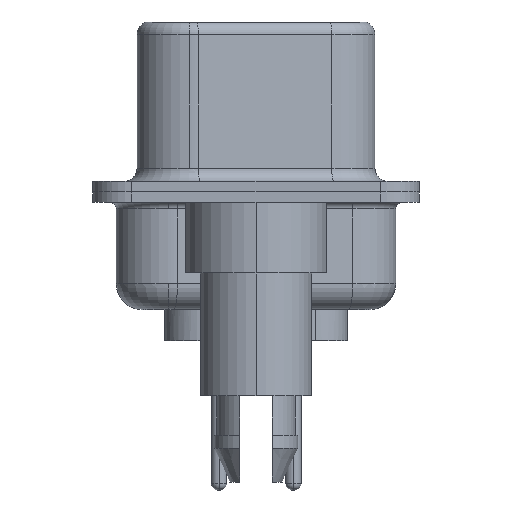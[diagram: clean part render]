
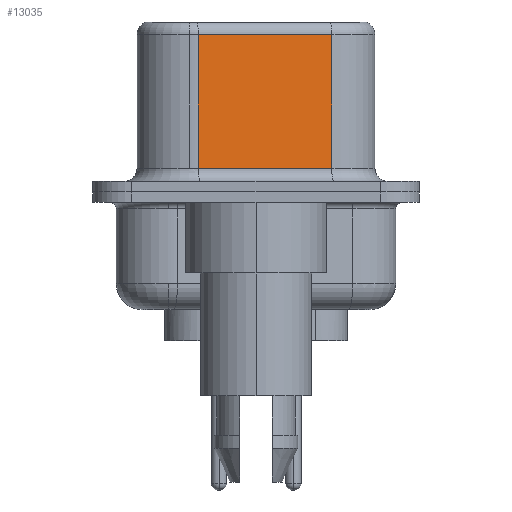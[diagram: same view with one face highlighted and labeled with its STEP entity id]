
A CAD part, left-side view. The second image highlights one B-rep face of the part: STEP entity #13035.
In plain terms, the highlighted planar face has unit normal (-0.985, -0.174, 0).
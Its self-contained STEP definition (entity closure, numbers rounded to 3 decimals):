
#178 = CARTESIAN_POINT ( 'NONE',  ( 4.58, -2.897, 6.52 ) ) ;
#237 = CARTESIAN_POINT ( 'NONE',  ( 3.68, 2.203, 6.02 ) ) ;
#253 = DIRECTION ( 'NONE',  ( -0.174, 0.985, 0. ) ) ;
#572 = VECTOR ( 'NONE', #4252, 1000. ) ;
#962 = CARTESIAN_POINT ( 'NONE',  ( 4.58, -2.897, 6.02 ) ) ;
#1475 = DIRECTION ( 'NONE',  ( 0.985, 0.174, 0. ) ) ;
#1832 = VERTEX_POINT ( 'NONE', #1943 ) ;
#1943 = CARTESIAN_POINT ( 'NONE',  ( 3.68, 2.203, 0.9 ) ) ;
#2416 = ORIENTED_EDGE ( 'NONE', *, *, #7857, .T. ) ;
#3158 = DIRECTION ( 'NONE',  ( 0., 0., -1. ) ) ;
#3390 = LINE ( 'NONE', #962, #8468 ) ;
#3445 = VERTEX_POINT ( 'NONE', #237 ) ;
#3530 = EDGE_CURVE ( 'NONE', #1832, #10395, #4961, .T. ) ;
#3936 = EDGE_CURVE ( 'NONE', #7154, #10395, #5665, .T. ) ;
#4252 = DIRECTION ( 'NONE',  ( 0.174, -0.985, 0. ) ) ;
#4357 = VECTOR ( 'NONE', #14775, 1000. ) ;
#4517 = CARTESIAN_POINT ( 'NONE',  ( 4.58, -2.897, 6.52 ) ) ;
#4961 = LINE ( 'NONE', #14355, #572 ) ;
#5236 = EDGE_CURVE ( 'NONE', #3445, #1832, #12325, .T. ) ;
#5665 = LINE ( 'NONE', #4517, #9345 ) ;
#7154 = VERTEX_POINT ( 'NONE', #8765 ) ;
#7181 = PLANE ( 'NONE',  #10060 ) ;
#7192 = CARTESIAN_POINT ( 'NONE',  ( 4.58, -2.897, 0.9 ) ) ;
#7857 = EDGE_CURVE ( 'NONE', #7154, #3445, #3390, .T. ) ;
#8035 = DIRECTION ( 'NONE',  ( -0.174, 0.985, 0. ) ) ;
#8468 = VECTOR ( 'NONE', #8035, 1000. ) ;
#8765 = CARTESIAN_POINT ( 'NONE',  ( 4.58, -2.897, 6.02 ) ) ;
#9345 = VECTOR ( 'NONE', #3158, 1000. ) ;
#10060 = AXIS2_PLACEMENT_3D ( 'NONE', #178, #1475, #253 ) ;
#10395 = VERTEX_POINT ( 'NONE', #7192 ) ;
#11453 = EDGE_LOOP ( 'NONE', ( #13648, #2416, #12807, #14360 ) ) ;
#12325 = LINE ( 'NONE', #13392, #4357 ) ;
#12807 = ORIENTED_EDGE ( 'NONE', *, *, #5236, .T. ) ;
#12992 = FACE_OUTER_BOUND ( 'NONE', #11453, .T. ) ;
#13035 = ADVANCED_FACE ( 'NONE', ( #12992 ), #7181, .F. ) ;
#13392 = CARTESIAN_POINT ( 'NONE',  ( 3.68, 2.203, 6.52 ) ) ;
#13648 = ORIENTED_EDGE ( 'NONE', *, *, #3936, .F. ) ;
#14355 = CARTESIAN_POINT ( 'NONE',  ( 4.58, -2.897, 0.9 ) ) ;
#14360 = ORIENTED_EDGE ( 'NONE', *, *, #3530, .T. ) ;
#14775 = DIRECTION ( 'NONE',  ( 0., 0., -1. ) ) ;
